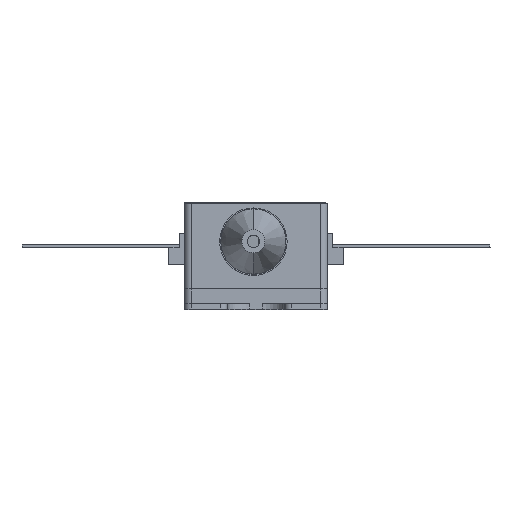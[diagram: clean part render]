
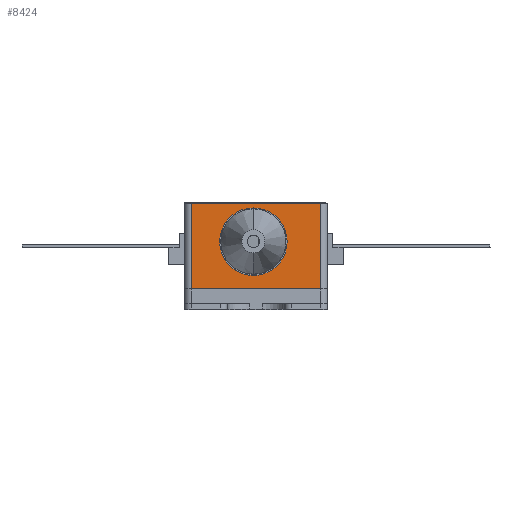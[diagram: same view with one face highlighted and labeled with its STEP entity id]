
A CAD part, top view. The second image highlights one B-rep face of the part: STEP entity #8424.
In plain terms, the highlighted planar face has unit normal (0, 0, 1).
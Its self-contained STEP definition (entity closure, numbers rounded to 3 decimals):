
#745 = CARTESIAN_POINT ( 'NONE',  ( 1.353, 4.2, 20.8 ) ) ;
#746 = DIRECTION ( 'NONE',  ( 1., 0., 0. ) ) ;
#747 = DIRECTION ( 'NONE',  ( 0., 0., 1. ) ) ;
#748 = CARTESIAN_POINT ( 'NONE',  ( -0.234, 4.2, 20.8 ) ) ;
#749 = AXIS2_PLACEMENT_3D ( 'NONE', #748, #747, #746 ) ;
#750 = CIRCLE ( 'NONE', #749, 1.587 ) ;
#751 = CARTESIAN_POINT ( 'NONE',  ( -1.822, 4.2, 20.8 ) ) ;
#847 = CARTESIAN_POINT ( 'NONE',  ( -5.75, 0., 20.8 ) ) ;
#848 = DIRECTION ( 'NONE',  ( 1., 0., 0. ) ) ;
#849 = VECTOR ( 'NONE', #848, 1000. ) ;
#850 = CARTESIAN_POINT ( 'NONE',  ( -6.35, 0., 20.8 ) ) ;
#851 = LINE ( 'NONE', #850, #849 ) ;
#907 = CARTESIAN_POINT ( 'NONE',  ( 5.75, 0., 20.8 ) ) ;
#1025 = DIRECTION ( 'NONE',  ( 0., 1., 0. ) ) ;
#1026 = VECTOR ( 'NONE', #1025, 1000. ) ;
#1027 = CARTESIAN_POINT ( 'NONE',  ( 5.75, 7.6, 20.8 ) ) ;
#1028 = LINE ( 'NONE', #1027, #1026 ) ;
#1029 = DIRECTION ( 'NONE',  ( 0., -1., 0. ) ) ;
#1030 = VECTOR ( 'NONE', #1029, 1000. ) ;
#1031 = CARTESIAN_POINT ( 'NONE',  ( -5.75, 0., 20.8 ) ) ;
#1032 = LINE ( 'NONE', #1031, #1030 ) ;
#1038 = DIRECTION ( 'NONE',  ( -1., 0., 0. ) ) ;
#1039 = VECTOR ( 'NONE', #1038, 1000. ) ;
#1040 = CARTESIAN_POINT ( 'NONE',  ( -6.35, 7.6, 20.8 ) ) ;
#1041 = LINE ( 'NONE', #1040, #1039 ) ;
#1042 = CARTESIAN_POINT ( 'NONE',  ( -5.75, 7.6, 20.8 ) ) ;
#1048 = DIRECTION ( 'NONE',  ( 1., 0., 0. ) ) ;
#1049 = DIRECTION ( 'NONE',  ( 0., 0., 1. ) ) ;
#1050 = AXIS2_PLACEMENT_3D ( 'NONE', #1055, #1049, #1048 ) ;
#1051 = CIRCLE ( 'NONE', #1050, 1.587 ) ;
#1052 = DIRECTION ( 'NONE',  ( 1., 0., 0. ) ) ;
#1053 = DIRECTION ( 'NONE',  ( 0., 0., 1. ) ) ;
#1054 = CARTESIAN_POINT ( 'NONE',  ( -6.35, 0., 20.8 ) ) ;
#1055 = CARTESIAN_POINT ( 'NONE',  ( -0.234, 4.2, 20.8 ) ) ;
#1056 = AXIS2_PLACEMENT_3D ( 'NONE', #1054, #1053, #1052 ) ;
#1057 = PLANE ( 'NONE',  #1056 ) ;
#1058 = FACE_OUTER_BOUND ( 'NONE', #8429, .T. ) ;
#1059 = FACE_BOUND ( 'NONE', #8425, .T. ) ;
#1098 = CARTESIAN_POINT ( 'NONE',  ( 5.75, 7.6, 20.8 ) ) ;
#8262 = VERTEX_POINT ( 'NONE', #751 ) ;
#8264 = EDGE_CURVE ( 'NONE', #8262, #8265, #750, .T. ) ;
#8265 = VERTEX_POINT ( 'NONE', #745 ) ;
#8333 = EDGE_CURVE ( 'NONE', #8334, #8335, #851, .T. ) ;
#8334 = VERTEX_POINT ( 'NONE', #847 ) ;
#8335 = VERTEX_POINT ( 'NONE', #907 ) ;
#8407 = EDGE_CURVE ( 'NONE', #8435, #8334, #1032, .T. ) ;
#8408 = ORIENTED_EDGE ( 'NONE', *, *, #8333, .T. ) ;
#8409 = ORIENTED_EDGE ( 'NONE', *, *, #8410, .T. ) ;
#8410 = EDGE_CURVE ( 'NONE', #8335, #8438, #1028, .T. ) ;
#8424 = ADVANCED_FACE ( 'NONE', ( #1059, #1058 ), #1057, .T. ) ;
#8425 = EDGE_LOOP ( 'NONE', ( #8426, #8428 ) ) ;
#8426 = ORIENTED_EDGE ( 'NONE', *, *, #8427, .F. ) ;
#8427 = EDGE_CURVE ( 'NONE', #8265, #8262, #1051, .T. ) ;
#8428 = ORIENTED_EDGE ( 'NONE', *, *, #8264, .F. ) ;
#8429 = EDGE_LOOP ( 'NONE', ( #8430, #8488, #8408, #8409 ) ) ;
#8430 = ORIENTED_EDGE ( 'NONE', *, *, #8437, .T. ) ;
#8435 = VERTEX_POINT ( 'NONE', #1042 ) ;
#8437 = EDGE_CURVE ( 'NONE', #8438, #8435, #1041, .T. ) ;
#8438 = VERTEX_POINT ( 'NONE', #1098 ) ;
#8488 = ORIENTED_EDGE ( 'NONE', *, *, #8407, .T. ) ;
